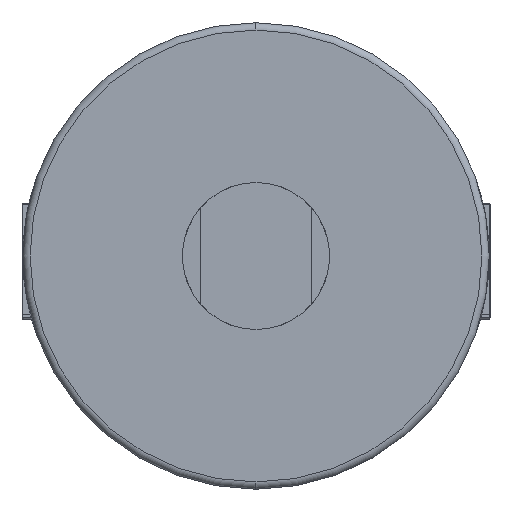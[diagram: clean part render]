
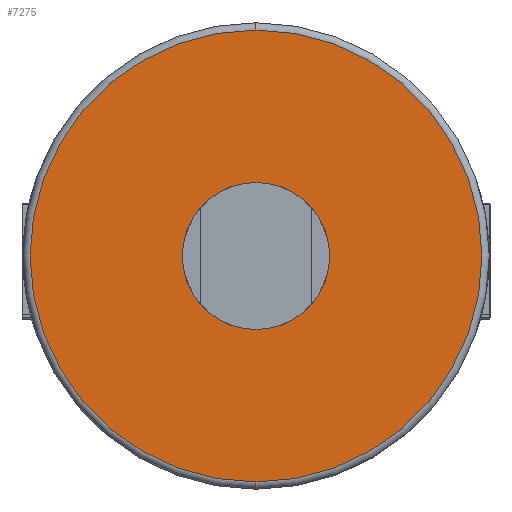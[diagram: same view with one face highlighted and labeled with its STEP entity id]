
A CAD part, left-side view. The second image highlights one B-rep face of the part: STEP entity #7275.
In plain terms, the highlighted planar face has unit normal (-1, 0, 0).
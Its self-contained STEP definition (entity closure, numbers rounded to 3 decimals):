
#354 = AXIS2_PLACEMENT_3D ( 'NONE', #7459, #12245, #5262 ) ;
#414 = CARTESIAN_POINT ( 'NONE',  ( -100., 0., 0. ) ) ;
#862 = DIRECTION ( 'NONE',  ( -1., 0., 0. ) ) ;
#919 = EDGE_LOOP ( 'NONE', ( #8599, #14750 ) ) ;
#1025 = DIRECTION ( 'NONE',  ( -1., 0., 0. ) ) ;
#1397 = AXIS2_PLACEMENT_3D ( 'NONE', #8009, #1025, #9204 ) ;
#1575 = FACE_BOUND ( 'NONE', #11125, .T. ) ;
#1587 = DIRECTION ( 'NONE',  ( 0., 0., 1. ) ) ;
#1755 = CIRCLE ( 'NONE', #1397, 30.75 ) ;
#3073 = CIRCLE ( 'NONE', #10932, 10. ) ;
#3102 = CARTESIAN_POINT ( 'NONE',  ( -100., 0., 0. ) ) ;
#3470 = VERTEX_POINT ( 'NONE', #11320 ) ;
#4053 = EDGE_CURVE ( 'NONE', #8231, #3470, #9923, .T. ) ;
#4088 = PLANE ( 'NONE',  #354 ) ;
#4282 = DIRECTION ( 'NONE',  ( 0., 0., 1. ) ) ;
#5262 = DIRECTION ( 'NONE',  ( 0., 0., 1. ) ) ;
#5459 = CARTESIAN_POINT ( 'NONE',  ( -100., 0., 10. ) ) ;
#5788 = EDGE_CURVE ( 'NONE', #6219, #5816, #3073, .T. ) ;
#5816 = VERTEX_POINT ( 'NONE', #5459 ) ;
#5842 = AXIS2_PLACEMENT_3D ( 'NONE', #7849, #862, #9054 ) ;
#6219 = VERTEX_POINT ( 'NONE', #11768 ) ;
#7090 = CARTESIAN_POINT ( 'NONE',  ( -100., 0., 30.75 ) ) ;
#7275 = ADVANCED_FACE ( 'NONE', ( #10920, #1575 ), #4088, .T. ) ;
#7459 = CARTESIAN_POINT ( 'NONE',  ( -100., 31.75, 0. ) ) ;
#7604 = CIRCLE ( 'NONE', #5842, 10. ) ;
#7827 = ORIENTED_EDGE ( 'NONE', *, *, #5788, .F. ) ;
#7849 = CARTESIAN_POINT ( 'NONE',  ( -100., 0., 0. ) ) ;
#8009 = CARTESIAN_POINT ( 'NONE',  ( -100., 0., 0. ) ) ;
#8231 = VERTEX_POINT ( 'NONE', #7090 ) ;
#8599 = ORIENTED_EDGE ( 'NONE', *, *, #4053, .T. ) ;
#8601 = DIRECTION ( 'NONE',  ( -1., 0., 0. ) ) ;
#8907 = AXIS2_PLACEMENT_3D ( 'NONE', #414, #8601, #1587 ) ;
#9054 = DIRECTION ( 'NONE',  ( 0., 0., 1. ) ) ;
#9204 = DIRECTION ( 'NONE',  ( 0., 0., 1. ) ) ;
#9923 = CIRCLE ( 'NONE', #8907, 30.75 ) ;
#10920 = FACE_OUTER_BOUND ( 'NONE', #919, .T. ) ;
#10932 = AXIS2_PLACEMENT_3D ( 'NONE', #3102, #11290, #4282 ) ;
#11017 = EDGE_CURVE ( 'NONE', #5816, #6219, #7604, .T. ) ;
#11125 = EDGE_LOOP ( 'NONE', ( #7827, #11322 ) ) ;
#11290 = DIRECTION ( 'NONE',  ( -1., 0., 0. ) ) ;
#11320 = CARTESIAN_POINT ( 'NONE',  ( -100., 0., -30.75 ) ) ;
#11322 = ORIENTED_EDGE ( 'NONE', *, *, #11017, .F. ) ;
#11768 = CARTESIAN_POINT ( 'NONE',  ( -100., 0., -10. ) ) ;
#12058 = EDGE_CURVE ( 'NONE', #3470, #8231, #1755, .T. ) ;
#12245 = DIRECTION ( 'NONE',  ( -1., 0., 0. ) ) ;
#14750 = ORIENTED_EDGE ( 'NONE', *, *, #12058, .T. ) ;
